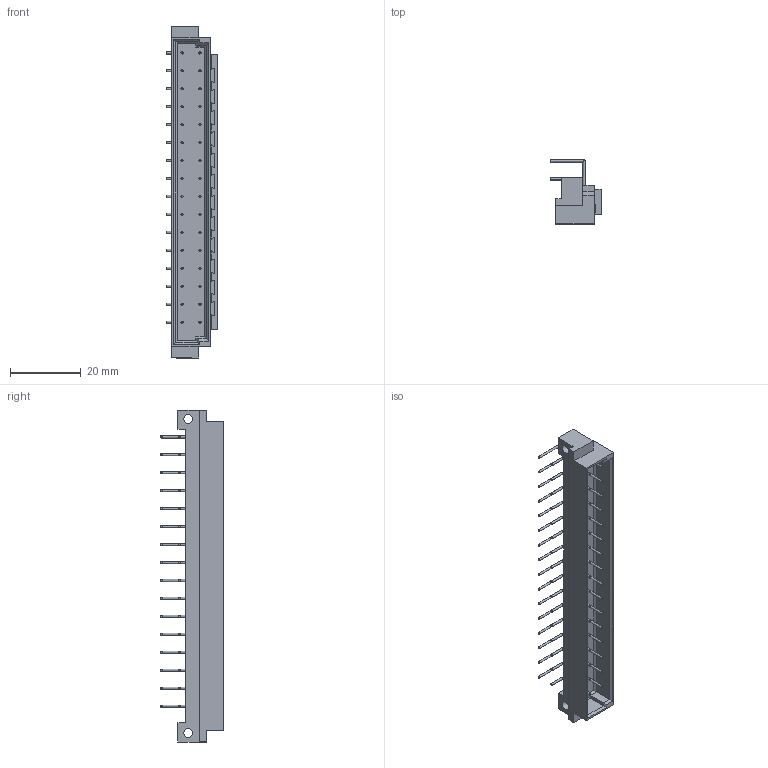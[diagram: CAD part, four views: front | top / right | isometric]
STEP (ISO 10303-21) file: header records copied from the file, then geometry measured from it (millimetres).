
FILE_DESCRIPTION(/* description */ (''),/* implementation_level */ '2;1');
FILE_NAME(/* name */ '100083148ugm000_b.stp',/* time_stamp */ '2016-07-01T13:40:08+02:00',/* author */ (''),/* organization */ (''),/* preprocessor_version */ 'ST-DEVELOPER v16',/* originating_system */ 'SIEMENS PLM Software NX 10.0',/* authorisation */ '');
FILE_SCHEMA (('AUTOMOTIVE_DESIGN { 1 0 10303 214 3 1 1 1 }'));
Length unit declared in the file: millimetre
Products named in the file (1): 100083148ugm000_b
Bounding box: 14.25 x 18.02 x 94 mm (x, y, z)
Volume: 6239.2 mm3; surface area: 7607.1 mm2
Topology: 1 solids, 1 shells, 380 faces, 956 edges, 569 vertices
Faces by surface type: plane 250, cylinder 98, sphere 32
Full cylindrical faces by diameter (mm): 0.6 x96, 2.5 x2
Entity records: 12037 total; most frequent: CARTESIAN_POINT 2160, DIRECTION 1720, ORIENTED_EDGE 1588, EDGE_CURVE 794, AXIS2_PLACEMENT_3D 577, VERTEX_POINT 568, LINE 566, VECTOR 566
